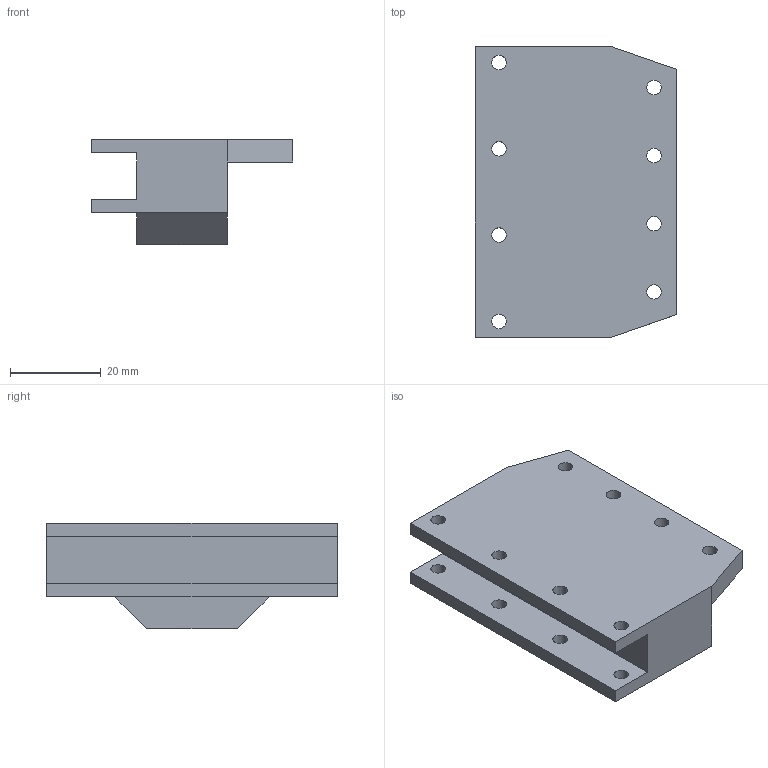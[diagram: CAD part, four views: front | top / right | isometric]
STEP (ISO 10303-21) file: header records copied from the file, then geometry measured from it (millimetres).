
FILE_DESCRIPTION (( 'STEP AP214' ), '1' );
FILE_NAME ('Mount Bottom Mirror.STEP', '2025-09-19T19:24:27', ( '' ), ( '' ), 'SwSTEP 2.0', 'SolidWorks 2025', '' );
FILE_SCHEMA (( 'AUTOMOTIVE_DESIGN' ));
Length unit declared in the file: millimetre
Products named in the file (1): Mount Bottom Mirror
Bounding box: 44.4 x 64 x 23.2 mm (x, y, z)
Volume: 30518.3 mm3; surface area: 11247.5 mm2
Topology: 1 solids, 1 shells, 53 faces, 140 edges, 92 vertices
Faces by surface type: cylinder 30, plane 21, cone 2
Entity records: 1735 total; most frequent: DIRECTION 310, CARTESIAN_POINT 286, ORIENTED_EDGE 280, EDGE_CURVE 140, AXIS2_PLACEMENT_3D 116, VERTEX_POINT 92, EDGE_LOOP 80, LINE 78
